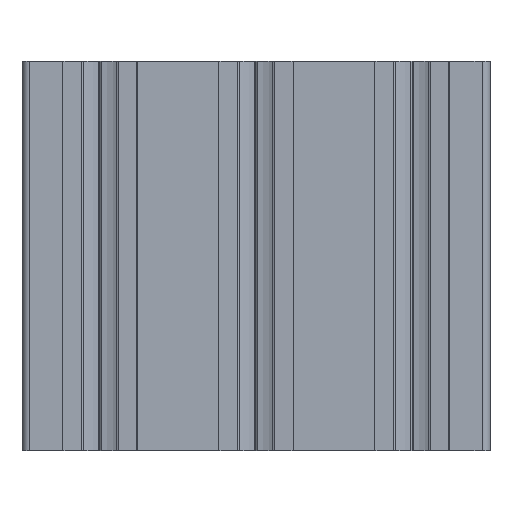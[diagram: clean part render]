
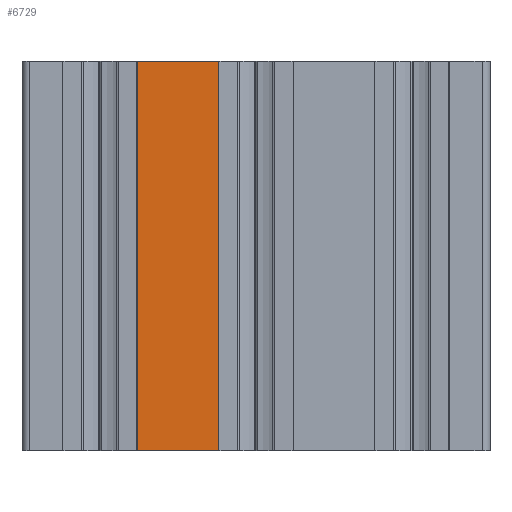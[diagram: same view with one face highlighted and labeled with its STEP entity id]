
A CAD part, left-side view. The second image highlights one B-rep face of the part: STEP entity #6729.
In plain terms, the highlighted planar face has unit normal (-1, 0, 0).
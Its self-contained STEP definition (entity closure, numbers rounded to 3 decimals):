
#6671=CARTESIAN_POINT('',(45.533,144.251,-100.0));
#6672=VERTEX_POINT('',#6671);
#6680=CARTESIAN_POINT('',(45.533,144.251,0.0));
#6681=VERTEX_POINT('',#6680);
#6682=CARTESIAN_POINT('',(45.533,144.251,0.0));
#6683=DIRECTION('',(0.0,0.0,-1.0));
#6684=VECTOR('',#6683,100.0);
#6685=LINE('',#6682,#6684);
#6686=EDGE_CURVE('',#6681,#6672,#6685,.T.);
#6699=CARTESIAN_POINT('',(45.533,144.251,0.0));
#6700=DIRECTION('',(-1.0,0.0,0.0));
#6701=DIRECTION('',(0.0,0.0,1.0));
#6702=AXIS2_PLACEMENT_3D('',#6699,#6700,#6701);
#6703=PLANE('',#6702);
#6704=CARTESIAN_POINT('',(45.533,123.339,-100.0));
#6705=VERTEX_POINT('',#6704);
#6706=CARTESIAN_POINT('',(45.533,144.251,-100.0));
#6707=DIRECTION('',(0.0,-1.0,0.0));
#6708=VECTOR('',#6707,20.913);
#6709=LINE('',#6706,#6708);
#6710=EDGE_CURVE('',#6672,#6705,#6709,.T.);
#6711=ORIENTED_EDGE('',*,*,#6710,.T.);
#6712=CARTESIAN_POINT('',(45.533,123.339,0.0));
#6713=VERTEX_POINT('',#6712);
#6714=CARTESIAN_POINT('',(45.533,123.339,0.0));
#6715=DIRECTION('',(0.0,0.0,-1.0));
#6716=VECTOR('',#6715,100.0);
#6717=LINE('',#6714,#6716);
#6718=EDGE_CURVE('',#6713,#6705,#6717,.T.);
#6719=ORIENTED_EDGE('',*,*,#6718,.F.);
#6720=CARTESIAN_POINT('',(45.533,123.339,0.0));
#6721=DIRECTION('',(0.0,1.0,0.0));
#6722=VECTOR('',#6721,20.913);
#6723=LINE('',#6720,#6722);
#6724=EDGE_CURVE('',#6713,#6681,#6723,.T.);
#6725=ORIENTED_EDGE('',*,*,#6724,.T.);
#6726=ORIENTED_EDGE('',*,*,#6686,.T.);
#6727=EDGE_LOOP('',(#6711,#6719,#6725,#6726));
#6728=FACE_OUTER_BOUND('',#6727,.T.);
#6729=ADVANCED_FACE('',(#6728),#6703,.T.);
